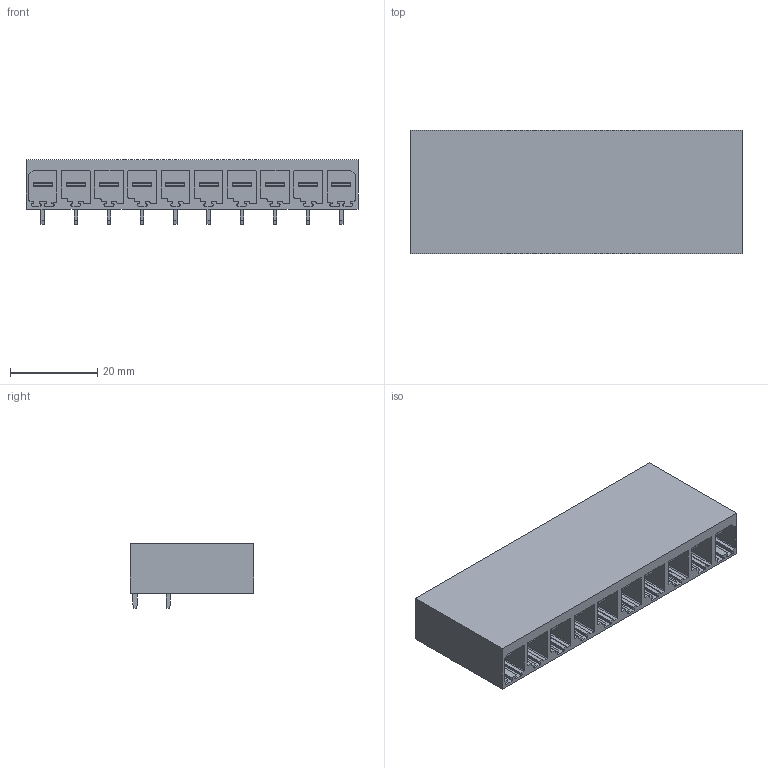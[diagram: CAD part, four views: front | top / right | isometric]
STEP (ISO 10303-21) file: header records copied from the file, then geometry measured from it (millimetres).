
FILE_DESCRIPTION(('CATIA V5 STEP Exchange','CAx-IF Rec.Pracs.--- Model Styling and Organization---1.2---2011-12-15'),'2;1');
FILE_NAME ('D1459439_0_1931340000_1931340000.stp','2018-11-29T02:34:59+00:00',('none'),('Weidmueller'),'CATIA Version 5-6 Release 2014','CATIA V5 STEP AP214','none');
FILE_SCHEMA(('AUTOMOTIVE_DESIGN { 1 0 10303 214 1 1 1 1 }'));
Length unit declared in the file: millimetre
Products named in the file (1): 1931340000
Bounding box: 76.2 x 28.3 x 14.9 mm (x, y, z)
Volume: 17294.4 mm3; surface area: 16017.6 mm2
Topology: 11 solids, 11 shells, 728 faces, 2078 edges, 1372 vertices
Faces by surface type: plane 594, cylinder 134
Entity records: 20156 total; most frequent: ORIENTED_EDGE 4156, CARTESIAN_POINT 3456, DIRECTION 2538, EDGE_CURVE 1908, VECTOR 1640, LINE 1640, VERTEX_POINT 1232, EDGE_LOOP 748
